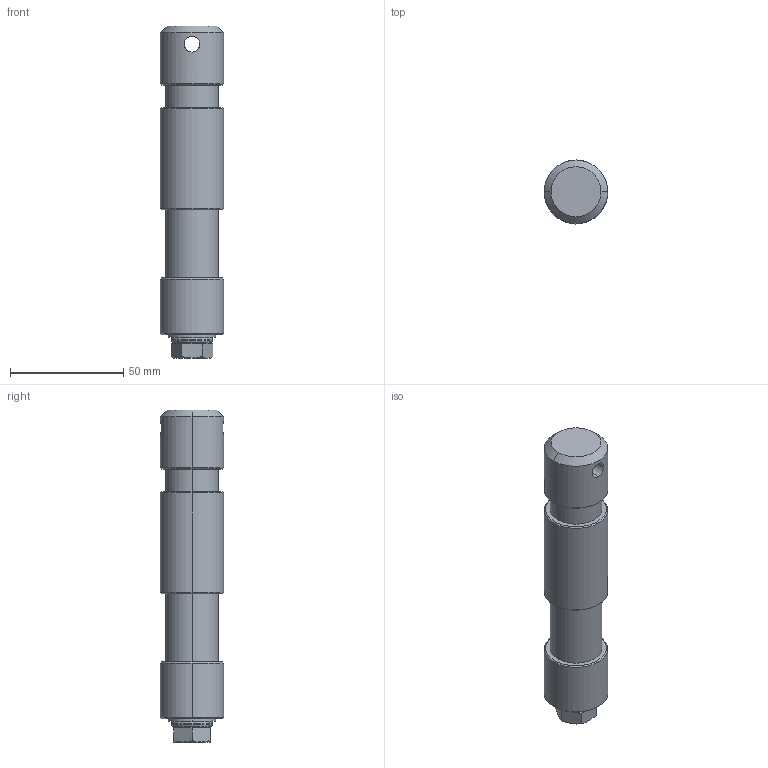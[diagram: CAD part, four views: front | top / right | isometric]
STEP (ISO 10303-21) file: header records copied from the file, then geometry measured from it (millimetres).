
FILE_DESCRIPTION (( 'STEP AP203' ), '1' );
FILE_NAME ('T74705.STEP', '2018-09-05T15:31:53', ( '' ), ( '' ), 'SwSTEP 2.0', 'SolidWorks 2016', '' );
FILE_SCHEMA (( 'CONFIG_CONTROL_DESIGN' ));
Length unit declared in the file: millimetre
Products named in the file (5): Single Coil Rectangular Section Spring Washer_Doughty Fastners_Rectangular section spring washer BS 4464 - 10 (Type B); T74705; TH710; Hex Bolt_ISO 4016 - M10 x 45 x 45-WS; B Washer_Bright washer BS 4320 - M10 (Form B)
Assembly tree (4 placements, depth 2):
  T74705
    TH710
    Hex Bolt_ISO 4016 - M10 x 45 x 45-WS
    B Washer_Bright washer BS 4320 - M10 (Form B)
    Single Coil Rectangular Section Spring Washer_Doughty Fastners_Rectangular section spring washer BS 4464 - 10 (Type B)
Bounding box: 28 x 28 x 146.3 mm (x, y, z)
Volume: 76488.6 mm3; surface area: 18973.8 mm2
Topology: 4 solids, 4 shells, 251 faces, 626 edges, 387 vertices
Faces by surface type: cone 138, cylinder 82, plane 27, torus 4
Entity records: 8279 total; most frequent: CARTESIAN_POINT 1521, DIRECTION 1478, ORIENTED_EDGE 1248, EDGE_CURVE 624, AXIS2_PLACEMENT_3D 620, VERTEX_POINT 387, CIRCLE 362, EDGE_LOOP 261
